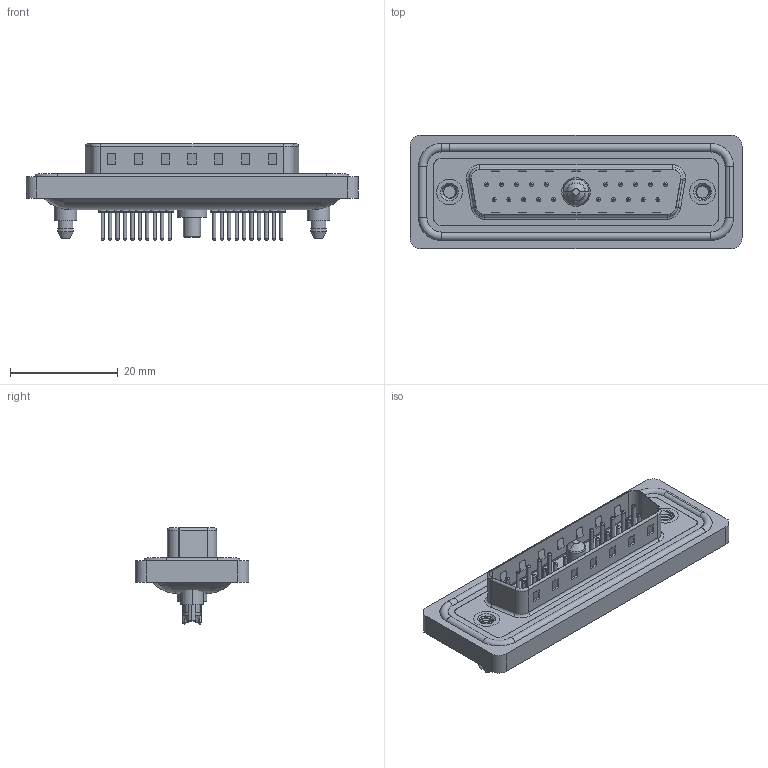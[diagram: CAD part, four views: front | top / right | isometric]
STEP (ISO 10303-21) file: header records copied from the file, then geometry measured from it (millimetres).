
FILE_DESCRIPTION (( 'STEP AP203' ), '1' );
FILE_NAME ('627W21W1624-3ND.STEP', '2024-03-19T21:16:09', ( '' ), ( '' ), 'SwSTEP 2.0', 'SolidWorks 2023', '' );
FILE_SCHEMA (( 'CONFIG_CONTROL_DESIGN' ));
Length unit declared in the file: millimetre
Products named in the file (10): 627Combo Shell Rear_25 Contacts; 627Combo Waterproof Housing_25 Contacts; 627Combo Threaded Boardlock_5; Power Pin_30A S; 627Combo Contact Row 2_24; 627W21W1624-3ND; 627Combo Shell Front_25 Contacts; 627Combo Housing_21W1; 627Combo Contact Row 1_24; 627Combo Threaded Boardlock_D
Assembly tree (27 placements, depth 2):
  627W21W1624-3ND
    627Combo Housing_21W1
    627Combo Waterproof Housing_25 Contacts
    627Combo Shell Rear_25 Contacts
    627Combo Shell Front_25 Contacts
    627Combo Threaded Boardlock_D
    Power Pin_30A S
    627Combo Threaded Boardlock_5
    627Combo Contact Row 1_24  x10
    627Combo Contact Row 2_24  x10
Bounding box: 61.75 x 21.1 x 17.9 mm (x, y, z)
Volume: 7339.3 mm3; surface area: 12294 mm2
Topology: 29 solids, 29 shells, 1320 faces, 2939 edges, 1797 vertices
Faces by surface type: cylinder 527, torus 386, plane 375, cone 20, bspline 12
Entity records: 29084 total; most frequent: CARTESIAN_POINT 8394, DIRECTION 4223, ORIENTED_EDGE 3842, EDGE_CURVE 1921, AXIS2_PLACEMENT_3D 1647, VERTEX_POINT 1221, EDGE_LOOP 958, VECTOR 929
